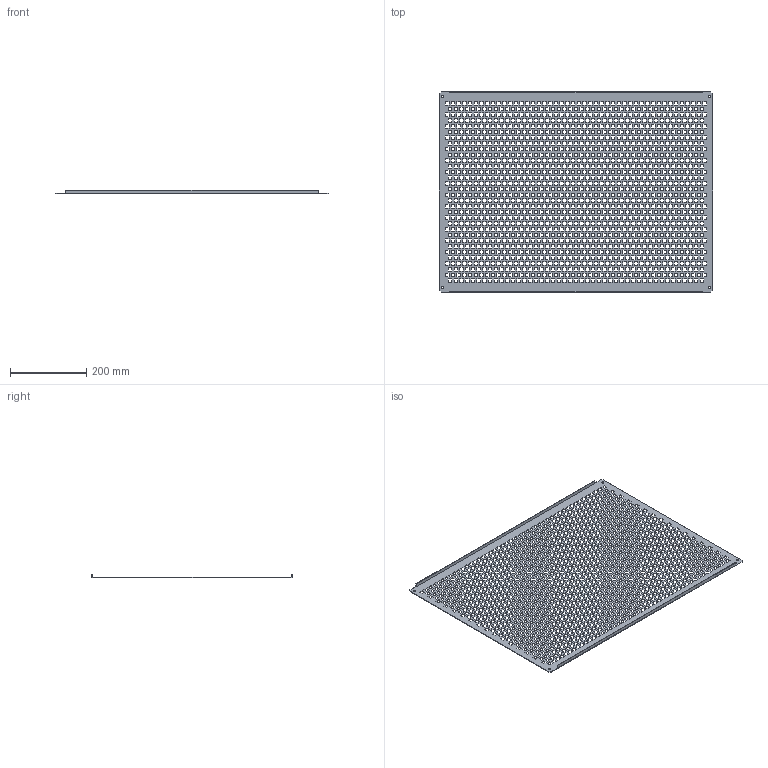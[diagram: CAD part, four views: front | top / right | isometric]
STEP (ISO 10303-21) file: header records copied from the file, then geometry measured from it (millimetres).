
FILE_DESCRIPTION((''),'2;1');
FILE_NAME('PER_A_ASM','2023-01-26T09:09:19',('klemen.sitar'),('Audax d.o.o.'),'CREO PARAMETRIC BY PTC INC, 2021304','CREO PARAMETRIC BY PTC INC, 2021304','');
FILE_SCHEMA(('AP242_MANAGED_MODEL_BASED_3D_ENGINEERING_MIM_LF { 1 0 10303 442 1 1 4 }'));
Products named in the file (2): OPEN_CASCADE_STEP_TRANSL-173614; PER_A_ASM
Assembly tree (1 placements, depth 2):
  PER_A_ASM
    OPEN_CASCADE_STEP_TRANSL-173614
Bounding box: 716 x 525 x 10 mm (x, y, z)
Volume: 383407.5 mm3; surface area: 598062 mm2
Topology: 1 solids, 1 shells, 5850 faces, 17544 edges, 11696 vertices
Faces by surface type: plane 5842, cylinder 8
Entity records: 292644 total; most frequent: CARTESIAN_POINT 35098, ORIENTED_EDGE 35088, DIRECTION 29268, PRESENTATION_STYLE_ASSIGNMENT 23397, STYLED_ITEM 23397, CURVE_STYLE 17546, EDGE_CURVE 17544, VECTOR 17528
